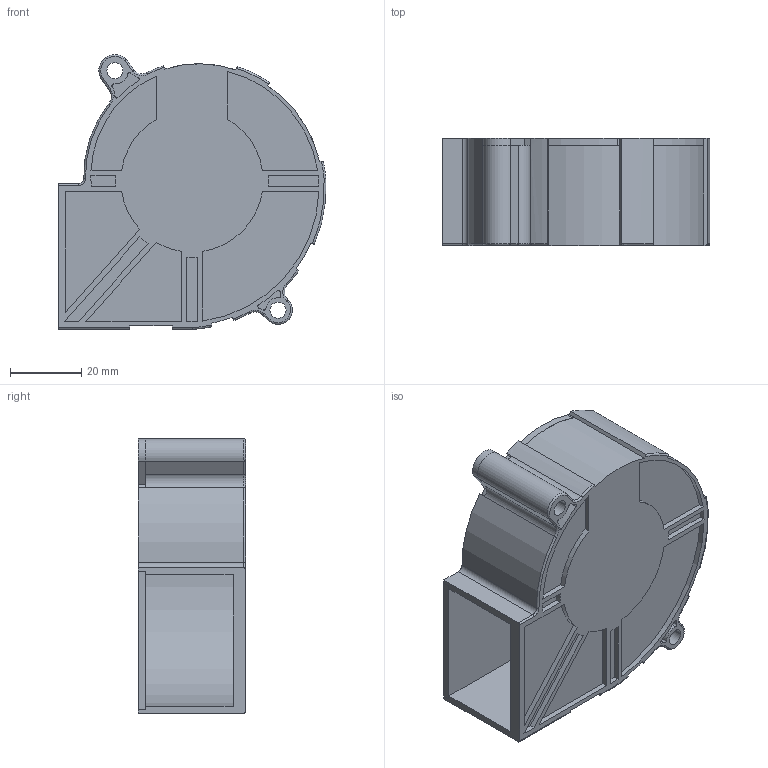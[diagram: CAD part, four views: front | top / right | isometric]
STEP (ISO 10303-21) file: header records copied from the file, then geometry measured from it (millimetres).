
FILE_DESCRIPTION((''),'2;1');
FILE_NAME('ASM_ODB7530_ASM','2018-01-03T',('a000380'),(''),'PRO/ENGINEER BY PARAMETRIC TECHNOLOGY CORPORATION, 2010100','PRO/ENGINEER BY PARAMETRIC TECHNOLOGY CORPORATION, 2010100','');
FILE_SCHEMA(('CONFIG_CONTROL_DESIGN'));
Length unit declared in the file: millimetre
Products named in the file (3): ODB7530; ODB7530-COVER; ASM_ODB7530_ASM
Assembly tree (2 placements, depth 2):
  ASM_ODB7530_ASM
    ODB7530
    ODB7530-COVER
Bounding box: 75.01 x 30 x 76.98 mm (x, y, z)
Volume: 27897.2 mm3; surface area: 31752.5 mm2
Topology: 2 solids, 2 shells, 207 faces, 540 edges, 351 vertices
Faces by surface type: plane 96, cylinder 94, torus 17
Entity records: 6555 total; most frequent: CARTESIAN_POINT 1178, DIRECTION 1162, ORIENTED_EDGE 1080, EDGE_CURVE 540, AXIS2_PLACEMENT_3D 424, VERTEX_POINT 351, VECTOR 314, LINE 314
